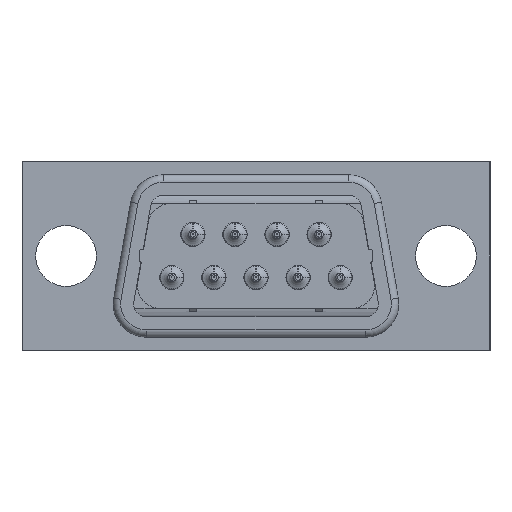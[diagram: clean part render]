
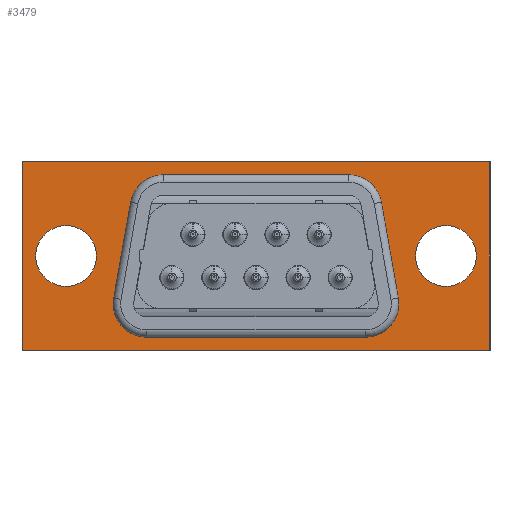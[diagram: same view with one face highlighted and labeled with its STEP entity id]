
A CAD part, front view. The second image highlights one B-rep face of the part: STEP entity #3479.
In plain terms, the highlighted planar face has unit normal (0, -1, 0).
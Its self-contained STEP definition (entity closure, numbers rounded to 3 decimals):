
#2465=CARTESIAN_POINT('',(23.6,3.05,-4.875));
#2466=VERTEX_POINT('',#2465);
#2473=CARTESIAN_POINT('',(19.6,3.05,-4.875));
#2474=VERTEX_POINT('',#2473);
#2475=CARTESIAN_POINT('',(21.6,3.05,-4.875));
#2476=DIRECTION('',(1.,0.,0.));
#2477=DIRECTION('',(0.,1.,0.));
#2478=AXIS2_PLACEMENT_3D('',#2475,#2477,#2476);
#2479=CIRCLE('',#2478,2.);
#2480=EDGE_CURVE('',#2466,#2474,#2479,.T.);
#2498=CARTESIAN_POINT('',(21.6,3.05,-4.875));
#2499=DIRECTION('',(-1.,0.,0.));
#2500=DIRECTION('',(0.,1.,0.));
#2501=AXIS2_PLACEMENT_3D('',#2498,#2500,#2499);
#2502=CIRCLE('',#2501,2.);
#2503=EDGE_CURVE('',#2474,#2466,#2502,.T.);
#2515=CARTESIAN_POINT('',(-1.4,3.05,-4.875));
#2516=VERTEX_POINT('',#2515);
#2523=CARTESIAN_POINT('',(-5.4,3.05,-4.875));
#2524=VERTEX_POINT('',#2523);
#2525=CARTESIAN_POINT('',(-3.4,3.05,-4.875));
#2526=DIRECTION('',(1.,0.,0.));
#2527=DIRECTION('',(0.,1.,0.));
#2528=AXIS2_PLACEMENT_3D('',#2525,#2527,#2526);
#2529=CIRCLE('',#2528,2.);
#2530=EDGE_CURVE('',#2516,#2524,#2529,.T.);
#2548=CARTESIAN_POINT('',(-3.4,3.05,-4.875));
#2549=DIRECTION('',(-1.,0.,0.));
#2550=DIRECTION('',(0.,1.,0.));
#2551=AXIS2_PLACEMENT_3D('',#2548,#2550,#2549);
#2552=CIRCLE('',#2551,2.);
#2553=EDGE_CURVE('',#2524,#2516,#2552,.T.);
#3362=CARTESIAN_POINT('',(9.1,3.05,-4.875));
#3363=DIRECTION('',(1.,0.,0.));
#3364=DIRECTION('',(0.,-1.,0.));
#3365=AXIS2_PLACEMENT_3D('',#3362,#3364,#3363);
#3366=PLANE('',#3365);
#3367=CARTESIAN_POINT('',(-6.25,3.05,-11.075));
#3368=VERTEX_POINT('',#3367);
#3369=CARTESIAN_POINT('',(24.45,3.05,-11.075));
#3370=VERTEX_POINT('',#3369);
#3371=CARTESIAN_POINT('',(-6.25,3.05,-11.075));
#3372=DIRECTION('',(1.,0.,0.));
#3373=VECTOR('',#3372,30.7);
#3374=LINE('',#3371,#3373);
#3375=EDGE_CURVE('',#3368,#3370,#3374,.T.);
#3376=ORIENTED_EDGE('',*,*,#3375,.T.);
#3377=CARTESIAN_POINT('',(24.45,3.05,1.325));
#3378=VERTEX_POINT('',#3377);
#3379=CARTESIAN_POINT('',(24.45,3.05,-11.075));
#3380=DIRECTION('',(0.,0.,1.));
#3381=VECTOR('',#3380,12.4);
#3382=LINE('',#3379,#3381);
#3383=EDGE_CURVE('',#3370,#3378,#3382,.T.);
#3384=ORIENTED_EDGE('',*,*,#3383,.T.);
#3385=CARTESIAN_POINT('',(-6.25,3.05,1.325));
#3386=VERTEX_POINT('',#3385);
#3387=CARTESIAN_POINT('',(24.45,3.05,1.325));
#3388=DIRECTION('',(-1.,0.,0.));
#3389=VECTOR('',#3388,30.7);
#3390=LINE('',#3387,#3389);
#3391=EDGE_CURVE('',#3378,#3386,#3390,.T.);
#3392=ORIENTED_EDGE('',*,*,#3391,.T.);
#3393=CARTESIAN_POINT('',(-6.25,3.05,-11.075));
#3394=DIRECTION('',(0.,0.,1.));
#3395=VECTOR('',#3394,12.4);
#3396=LINE('',#3393,#3395);
#3397=EDGE_CURVE('',#3368,#3386,#3396,.T.);
#3398=ORIENTED_EDGE('',*,*,#3397,.F.);
#3399=EDGE_LOOP('',(#3376,#3384,#3392,#3398));
#3400=FACE_OUTER_BOUND('',#3399,.T.);
#3401=ORIENTED_EDGE('',*,*,#2480,.T.);
#3402=ORIENTED_EDGE('',*,*,#2503,.T.);
#3403=EDGE_LOOP('',(#3401,#3402));
#3404=FACE_BOUND('',#3403,.T.);
#3405=ORIENTED_EDGE('',*,*,#2530,.T.);
#3406=ORIENTED_EDGE('',*,*,#2553,.T.);
#3407=EDGE_LOOP('',(#3405,#3406));
#3408=FACE_BOUND('',#3407,.T.);
#3409=CARTESIAN_POINT('',(15.189,3.05,0.475));
#3410=VERTEX_POINT('',#3409);
#3411=CARTESIAN_POINT('',(3.011,3.05,0.475));
#3412=VERTEX_POINT('',#3411);
#3413=CARTESIAN_POINT('',(15.189,3.05,0.475));
#3414=DIRECTION('',(-1.,0.,0.));
#3415=VECTOR('',#3414,12.178);
#3416=LINE('',#3413,#3415);
#3417=EDGE_CURVE('',#3410,#3412,#3416,.T.);
#3418=ORIENTED_EDGE('',*,*,#3417,.F.);
#3419=CARTESIAN_POINT('',(17.356,3.05,-1.343));
#3420=VERTEX_POINT('',#3419);
#3421=CARTESIAN_POINT('',(15.189,3.05,-1.725));
#3422=DIRECTION('',(0.985,0.,0.174));
#3423=DIRECTION('',(0.,-1.,0.));
#3424=AXIS2_PLACEMENT_3D('',#3421,#3423,#3422);
#3425=CIRCLE('',#3424,2.2);
#3426=EDGE_CURVE('',#3420,#3410,#3425,.T.);
#3427=ORIENTED_EDGE('',*,*,#3426,.F.);
#3428=CARTESIAN_POINT('',(18.467,3.05,-7.643));
#3429=VERTEX_POINT('',#3428);
#3430=CARTESIAN_POINT('',(18.467,3.05,-7.643));
#3431=DIRECTION('',(-0.174,0.,0.985));
#3432=VECTOR('',#3431,6.397);
#3433=LINE('',#3430,#3432);
#3434=EDGE_CURVE('',#3429,#3420,#3433,.T.);
#3435=ORIENTED_EDGE('',*,*,#3434,.F.);
#3436=CARTESIAN_POINT('',(16.3,3.05,-10.225));
#3437=VERTEX_POINT('',#3436);
#3438=CARTESIAN_POINT('',(16.3,3.05,-8.025));
#3439=DIRECTION('',(0.,0.,-1.));
#3440=DIRECTION('',(0.,-1.,0.));
#3441=AXIS2_PLACEMENT_3D('',#3438,#3440,#3439);
#3442=CIRCLE('',#3441,2.2);
#3443=EDGE_CURVE('',#3437,#3429,#3442,.T.);
#3444=ORIENTED_EDGE('',*,*,#3443,.F.);
#3445=CARTESIAN_POINT('',(1.9,3.05,-10.225));
#3446=VERTEX_POINT('',#3445);
#3447=CARTESIAN_POINT('',(1.9,3.05,-10.225));
#3448=DIRECTION('',(1.,0.,0.));
#3449=VECTOR('',#3448,14.4);
#3450=LINE('',#3447,#3449);
#3451=EDGE_CURVE('',#3446,#3437,#3450,.T.);
#3452=ORIENTED_EDGE('',*,*,#3451,.F.);
#3453=CARTESIAN_POINT('',(-0.266,3.05,-7.643));
#3454=VERTEX_POINT('',#3453);
#3455=CARTESIAN_POINT('',(1.9,3.05,-8.025));
#3456=DIRECTION('',(-0.985,0.,0.174));
#3457=DIRECTION('',(0.,-1.,0.));
#3458=AXIS2_PLACEMENT_3D('',#3455,#3457,#3456);
#3459=CIRCLE('',#3458,2.2);
#3460=EDGE_CURVE('',#3454,#3446,#3459,.T.);
#3461=ORIENTED_EDGE('',*,*,#3460,.F.);
#3462=CARTESIAN_POINT('',(0.844,3.05,-1.343));
#3463=VERTEX_POINT('',#3462);
#3464=CARTESIAN_POINT('',(0.844,3.05,-1.343));
#3465=DIRECTION('',(-0.174,0.,-0.985));
#3466=VECTOR('',#3465,6.397);
#3467=LINE('',#3464,#3466);
#3468=EDGE_CURVE('',#3463,#3454,#3467,.T.);
#3469=ORIENTED_EDGE('',*,*,#3468,.F.);
#3470=CARTESIAN_POINT('',(3.011,3.05,-1.725));
#3471=DIRECTION('',(0.,0.,1.));
#3472=DIRECTION('',(0.,-1.,0.));
#3473=AXIS2_PLACEMENT_3D('',#3470,#3472,#3471);
#3474=CIRCLE('',#3473,2.2);
#3475=EDGE_CURVE('',#3412,#3463,#3474,.T.);
#3476=ORIENTED_EDGE('',*,*,#3475,.F.);
#3477=EDGE_LOOP('',(#3418,#3427,#3435,#3444,#3452,#3461,#3469,#3476));
#3478=FACE_BOUND('',#3477,.T.);
#3479=ADVANCED_FACE('',(#3400,#3404,#3408,#3478),#3366,.T.);
